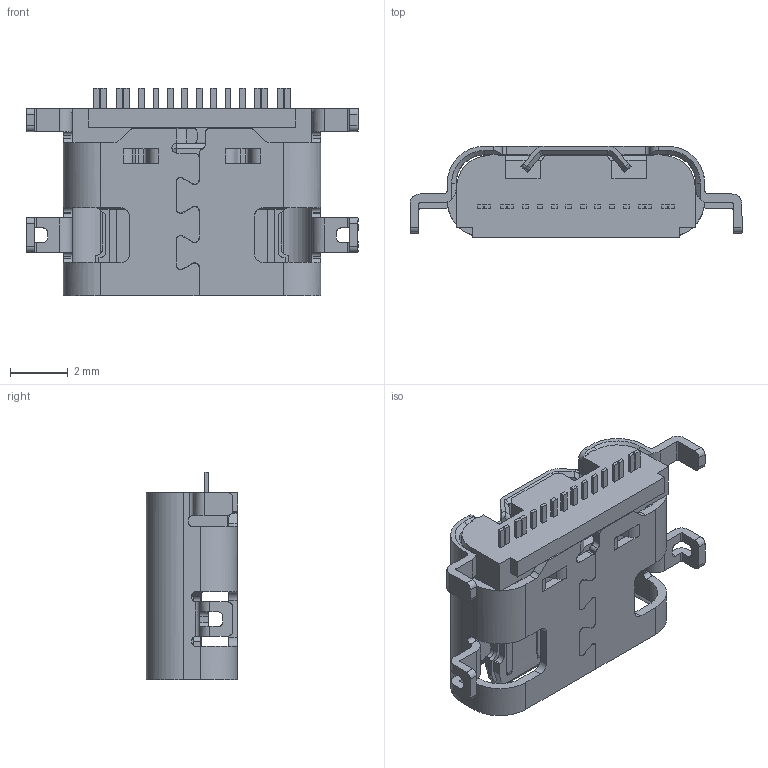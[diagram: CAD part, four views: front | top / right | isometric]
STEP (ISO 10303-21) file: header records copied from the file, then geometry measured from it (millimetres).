
FILE_DESCRIPTION (( 'STEP AP214' ), '1' );
FILE_NAME ('GSB1C46X1DS1HR---20230306.STEP', '2023-03-06T10:05:03', ( '微软用户' ), ( '微软中国' ), 'SwSTEP 2.0', 'SolidWorks 2014', '' );
FILE_SCHEMA (( 'AUTOMOTIVE_DESIGN' ));
Length unit declared in the file: millimetre
Products named in the file (1): GSB1C46X1DS1HR---20230306
Bounding box: 11.54 x 3.18 x 7.2 mm (x, y, z)
Volume: 95.9 mm3; surface area: 435.5 mm2
Topology: 1 solids, 1 shells, 675 faces, 1952 edges, 1262 vertices
Faces by surface type: plane 474, cylinder 188, cone 12, bspline 1
Entity records: 24201 total; most frequent: CARTESIAN_POINT 6145, ORIENTED_EDGE 3902, DIRECTION 2850, EDGE_CURVE 1951, VECTOR 1474, LINE 1474, VERTEX_POINT 1262, EDGE_LOOP 701
